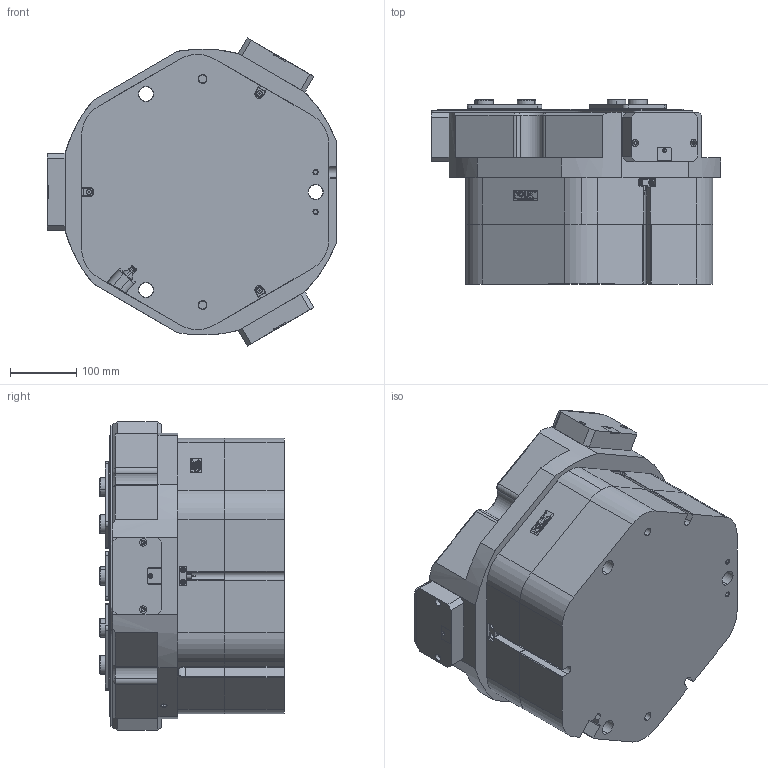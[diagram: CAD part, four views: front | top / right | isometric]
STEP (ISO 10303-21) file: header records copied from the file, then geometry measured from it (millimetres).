
FILE_DESCRIPTION (( 'STEP AP203' ), '1' );
FILE_NAME ('FZ290-430-P-NC.STEP', '2024-12-20T08:12:15', ( 'USER-' ), ( 'Microsoft' ), 'SwSTEP 2.0', 'SolidWorks 2018', '' );
FILE_SCHEMA (( 'CONFIG_CONTROL_DESIGN' ));
Length unit declared in the file: millimetre
Products named in the file (17): 昹親棠覜羲壽; TZT290-430-M-NC-05 赻坶菁裔啣; TZT290-430-M-11 奻葡裔啣; TZT290-430-M-14 忒硌薊啣; 0-TZT290-430; FZ290-430-P; FZ290-430-P-NC; TZT185-292-M-15 耜猾苤裔; TZT290-430-M-01 褲极; 42x16-R2.5; TR300-15-1晚假蚾輸; 电容传感器; TZT290-430-M-12 耜猾极; 湮酴; TZT290-430-M-02 賑輸; TZT290-430-M-13 痄雄結啣; ﾏ擎ﾗ28｡ﾁ22｡ﾁ25
Assembly tree (38 placements, depth 4):
  FZ290-430-P-NC
    FZ290-430-P
      0-TZT290-430
        TZT290-430-M-02 賑輸  x3
        电容传感器  x3
        湮酴  x3
        TZT290-430-M-01 褲极
        TR300-15-1晚假蚾輸  x3
        昹親棠覜羲壽  x2
        42x16-R2.5
      TZT290-430-M-11 奻葡裔啣
      TZT290-430-M-13 痄雄結啣  x3
      TZT290-430-M-14 忒硌薊啣  x3
      TZT290-430-M-12 耜猾极  x3
      ﾏ擎ﾗ28｡ﾁ22｡ﾁ25  x6
      TZT185-292-M-15 耜猾苤裔  x3
    TZT290-430-M-NC-05 赻坶菁裔啣
Bounding box: 436 x 277.5 x 463.3 mm (x, y, z)
Volume: 30808834.7 mm3; surface area: 1608672.5 mm2
Topology: 36 solids, 48 shells, 2263 faces, 5793 edges, 3656 vertices
Faces by surface type: plane 1067, cylinder 686, cone 341, bspline 157, torus 12
Entity records: 55678 total; most frequent: CARTESIAN_POINT 15062, ORIENTED_EDGE 8042, DIRECTION 7689, EDGE_CURVE 4021, VECTOR 2589, LINE 2589, VERTEX_POINT 2586, AXIS2_PLACEMENT_3D 2550
